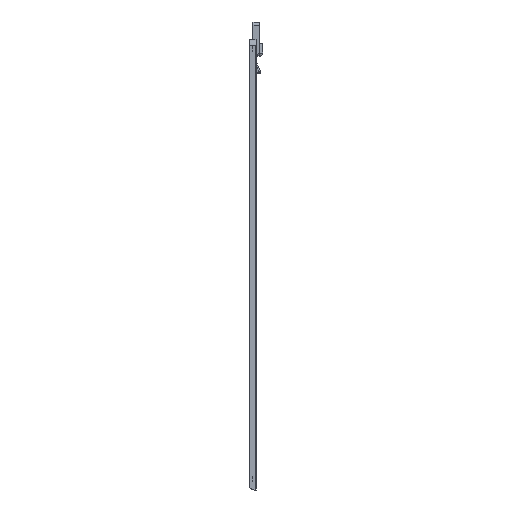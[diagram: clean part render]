
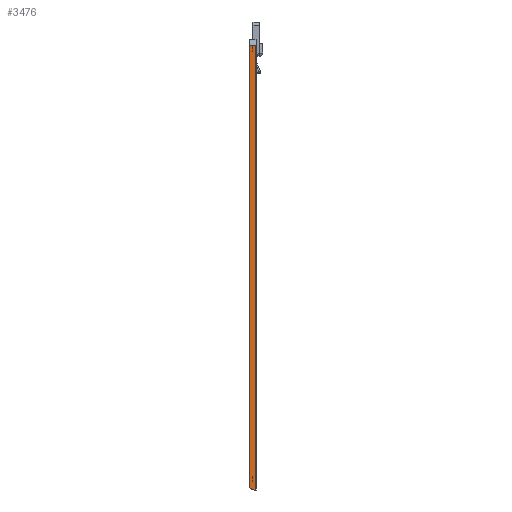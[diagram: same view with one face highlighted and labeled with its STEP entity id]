
A CAD part, left-side view. The second image highlights one B-rep face of the part: STEP entity #3476.
In plain terms, the highlighted planar face has unit normal (-1, 0, 0).
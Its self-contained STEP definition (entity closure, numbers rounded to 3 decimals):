
#159=PLANE('',#3849);
#240=LINE('',#5181,#557);
#289=LINE('',#5494,#606);
#375=LINE('',#5744,#692);
#476=LINE('',#6049,#793);
#484=LINE('',#6077,#801);
#557=VECTOR('',#4018,10.);
#606=VECTOR('',#4215,10.);
#692=VECTOR('',#4433,10.);
#793=VECTOR('',#4746,10.);
#801=VECTOR('',#4768,10.);
#1089=FACE_OUTER_BOUND('',#1305,.T.);
#1305=EDGE_LOOP('',(#3256,#3257,#3258,#3259,#3260,#3261));
#1413=CIRCLE('',#3691,1.5);
#1522=VERTEX_POINT('',#5178);
#1523=VERTEX_POINT('',#5180);
#1596=VERTEX_POINT('',#5491);
#1597=VERTEX_POINT('',#5493);
#1682=VERTEX_POINT('',#5725);
#1683=VERTEX_POINT('',#5727);
#1861=EDGE_CURVE('',#1523,#1522,#240,.T.);
#1965=EDGE_CURVE('',#1596,#1597,#289,.T.);
#2086=EDGE_CURVE('',#1682,#1683,#1413,.T.);
#2090=EDGE_CURVE('',#1597,#1682,#375,.T.);
#2229=EDGE_CURVE('',#1523,#1596,#476,.T.);
#2239=EDGE_CURVE('',#1522,#1683,#484,.T.);
#3256=ORIENTED_EDGE('',*,*,#1965,.F.);
#3257=ORIENTED_EDGE('',*,*,#2229,.F.);
#3258=ORIENTED_EDGE('',*,*,#1861,.T.);
#3259=ORIENTED_EDGE('',*,*,#2239,.T.);
#3260=ORIENTED_EDGE('',*,*,#2086,.F.);
#3261=ORIENTED_EDGE('',*,*,#2090,.F.);
#3476=ADVANCED_FACE('',(#1089),#159,.F.);
#3691=AXIS2_PLACEMENT_3D('',#5728,#4427,#4428);
#3849=AXIS2_PLACEMENT_3D('',#6156,#4876,#4877);
#4018=DIRECTION('',(0.,0.,-1.));
#4215=DIRECTION('',(0.,0.,-1.));
#4427=DIRECTION('center_axis',(1.,0.,0.));
#4428=DIRECTION('ref_axis',(0.,0.707,-0.707));
#4433=DIRECTION('',(0.,1.,0.));
#4746=DIRECTION('',(0.,-1.,0.));
#4768=DIRECTION('',(0.,1.,0.));
#4876=DIRECTION('center_axis',(1.,0.,0.));
#4877=DIRECTION('ref_axis',(0.,0.,1.));
#5178=CARTESIAN_POINT('',(-194.282,-5.,-70.576));
#5180=CARTESIAN_POINT('',(-194.282,-5.,60.156));
#5181=CARTESIAN_POINT('',(-194.282,-5.,-35.888));
#5491=CARTESIAN_POINT('',(-194.282,-6.997,60.156));
#5493=CARTESIAN_POINT('',(-194.282,-6.997,-72.076));
#5494=CARTESIAN_POINT('',(-194.282,-6.997,-71.776));
#5725=CARTESIAN_POINT('',(-194.282,-6.497,-72.076));
#5727=CARTESIAN_POINT('',(-194.282,-4.997,-70.576));
#5728=CARTESIAN_POINT('Origin',(-194.282,-6.497,-70.576));
#5744=CARTESIAN_POINT('',(-194.282,-5.997,-72.076));
#6049=CARTESIAN_POINT('',(-194.282,-4.997,60.156));
#6077=CARTESIAN_POINT('',(-194.282,-4.997,-70.576));
#6156=CARTESIAN_POINT('Origin',(-194.282,-4.997,-71.776));
